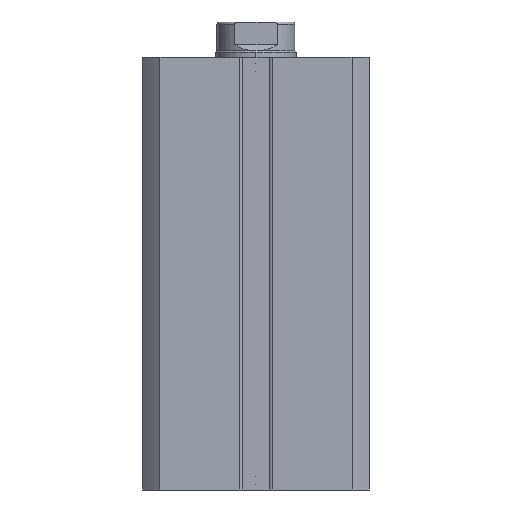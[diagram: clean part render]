
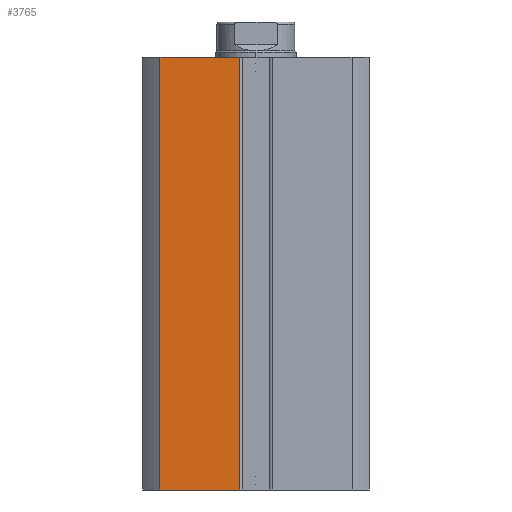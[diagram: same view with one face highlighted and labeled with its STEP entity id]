
A CAD part, front view. The second image highlights one B-rep face of the part: STEP entity #3765.
In plain terms, the highlighted planar face has unit normal (0, -1, 0).
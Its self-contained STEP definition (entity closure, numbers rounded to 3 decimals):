
#660 = ORIENTED_EDGE ( 'NONE', *, *, #6179, .F. ) ;
#662 = ORIENTED_EDGE ( 'NONE', *, *, #5946, .F. ) ;
#678 = ORIENTED_EDGE ( 'NONE', *, *, #5980, .T. ) ;
#680 = ORIENTED_EDGE ( 'NONE', *, *, #5950, .T. ) ;
#818 = EDGE_LOOP ( 'NONE', ( #662, #678, #680, #660 ) ) ;
#1569 = FACE_OUTER_BOUND ( 'NONE', #818, .T. ) ;
#1965 = LINE ( 'NONE', #4125, #1974 ) ;
#1971 = LINE ( 'NONE', #4133, #1981 ) ;
#1974 = VECTOR ( 'NONE', #4130, 1000. ) ;
#1981 = VECTOR ( 'NONE', #4139, 1000. ) ;
#2020 = LINE ( 'NONE', #4209, #2028 ) ;
#2028 = VECTOR ( 'NONE', #4210, 1000. ) ;
#2273 = VERTEX_POINT ( 'NONE', #2720 ) ;
#2275 = VERTEX_POINT ( 'NONE', #2722 ) ;
#2448 = VERTEX_POINT ( 'NONE', #2895 ) ;
#2449 = VERTEX_POINT ( 'NONE', #2896 ) ;
#2720 = CARTESIAN_POINT ( 'NONE',  ( -19.079, -22.5, 86. ) ) ;
#2722 = CARTESIAN_POINT ( 'NONE',  ( -3.2, -22.5, 86. ) ) ;
#2895 = CARTESIAN_POINT ( 'NONE',  ( -3.2, -22.5, 0. ) ) ;
#2896 = CARTESIAN_POINT ( 'NONE',  ( -19.079, -22.5, 0. ) ) ;
#3265 = PLANE ( 'NONE',  #6493 ) ;
#3268 = CARTESIAN_POINT ( 'NONE',  ( -22.5, -22.5, 86. ) ) ;
#3274 = DIRECTION ( 'NONE',  ( 0., 1., 0. ) ) ;
#3275 = DIRECTION ( 'NONE',  ( 0., 0., 1. ) ) ;
#3765 = ADVANCED_FACE ( 'NONE', ( #1569 ), #3265, .F. ) ;
#4125 = CARTESIAN_POINT ( 'NONE',  ( -19.079, -22.5, 0. ) ) ;
#4130 = DIRECTION ( 'NONE',  ( 0., 0., 1. ) ) ;
#4133 = CARTESIAN_POINT ( 'NONE',  ( -3.2, -22.5, 86. ) ) ;
#4139 = DIRECTION ( 'NONE',  ( 0., 0., 1. ) ) ;
#4209 = CARTESIAN_POINT ( 'NONE',  ( -22.5, -22.5, 0. ) ) ;
#4210 = DIRECTION ( 'NONE',  ( 1., 0., 0. ) ) ;
#4721 = CARTESIAN_POINT ( 'NONE',  ( -22.5, -22.5, 86. ) ) ;
#4722 = DIRECTION ( 'NONE',  ( 1., 0., 0. ) ) ;
#5236 = LINE ( 'NONE', #4721, #5240 ) ;
#5240 = VECTOR ( 'NONE', #4722, 1000. ) ;
#5946 = EDGE_CURVE ( 'NONE', #2449, #2273, #1965, .T. ) ;
#5950 = EDGE_CURVE ( 'NONE', #2448, #2275, #1971, .T. ) ;
#5980 = EDGE_CURVE ( 'NONE', #2449, #2448, #2020, .T. ) ;
#6179 = EDGE_CURVE ( 'NONE', #2273, #2275, #5236, .T. ) ;
#6493 = AXIS2_PLACEMENT_3D ( 'NONE', #3268, #3274, #3275 ) ;
